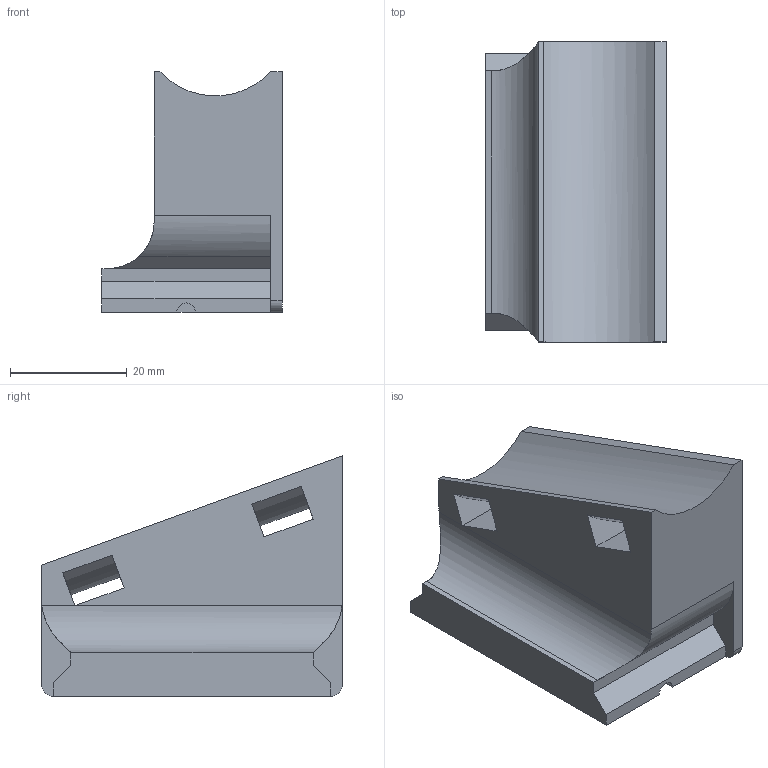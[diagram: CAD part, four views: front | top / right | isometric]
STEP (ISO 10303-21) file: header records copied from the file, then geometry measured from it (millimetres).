
FILE_DESCRIPTION(/* description */ (''),/* implementation_level */ '2;1');
FILE_NAME(/* name */ 'OBS-Mounting-A-002_StandardSeatPostMount_v0.1.1.stp',/* time_stamp */ '2021-04-21T22:58:06+02:00',/* author */ ('hpcthobs'),/* organization */ (''),/* preprocessor_version */ 'ST-DEVELOPER v18.1',/* originating_system */ 'Autodesk Inventor 2021',/* authorisation */ '');
FILE_SCHEMA (('AUTOMOTIVE_DESIGN { 1 0 10303 214 3 1 1 }'));
Length unit declared in the file: millimetre
Products named in the file (1): OBS-M-002_beidseitig
Bounding box: 31 x 51.6 x 41.28 mm (x, y, z)
Volume: 33966.2 mm3; surface area: 8892.7 mm2
Topology: 1 solids, 1 shells, 43 faces, 119 edges, 78 vertices
Faces by surface type: plane 31, cylinder 12
Entity records: 1424 total; most frequent: CARTESIAN_POINT 255, ORIENTED_EDGE 238, DIRECTION 229, EDGE_CURVE 119, LINE 93, VECTOR 93, VERTEX_POINT 78, AXIS2_PLACEMENT_3D 68
